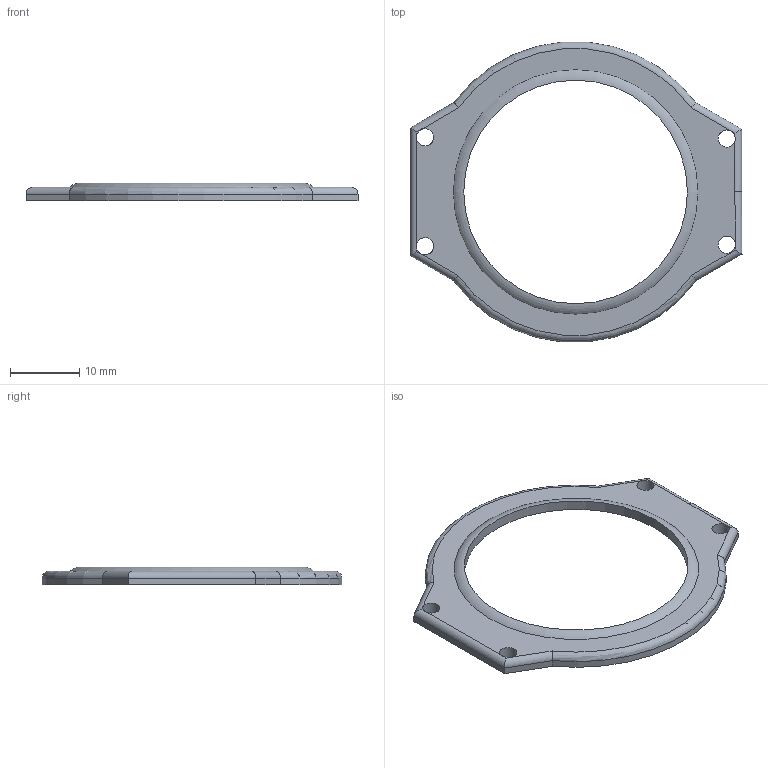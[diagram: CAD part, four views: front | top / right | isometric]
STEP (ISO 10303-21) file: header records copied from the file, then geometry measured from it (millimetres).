
FILE_DESCRIPTION(/* description */ (''),/* implementation_level */ '2;1');
FILE_NAME(/* name */ 'Top Layer.step',/* time_stamp */ '2024-04-29T15:27:53+03:00',/* author */ (''),/* organization */ (''),/* preprocessor_version */ 'ST-DEVELOPER v20',/* originating_system */ 'Autodesk Translation Framework v12.20.1.177',/* authorisation */ '');
FILE_SCHEMA (('AUTOMOTIVE_DESIGN { 1 0 10303 214 3 1 1 }'));
Length unit declared in the file: millimetre
Products named in the file (1): Top Layer
Bounding box: 48.1 x 43.44 x 2.6 mm (x, y, z)
Volume: 1366.6 mm3; surface area: 2163.5 mm2
Topology: 1 solids, 1 shells, 31 faces, 87 edges, 55 vertices
Faces by surface type: cylinder 15, plane 13, torus 3
Full cylindrical faces by diameter (mm): 2.5 x4, 32.4 x1
Entity records: 1137 total; most frequent: CARTESIAN_POINT 284, ORIENTED_EDGE 174, DIRECTION 167, EDGE_CURVE 87, AXIS2_PLACEMENT_3D 59, VERTEX_POINT 55, LINE 49, VECTOR 49
